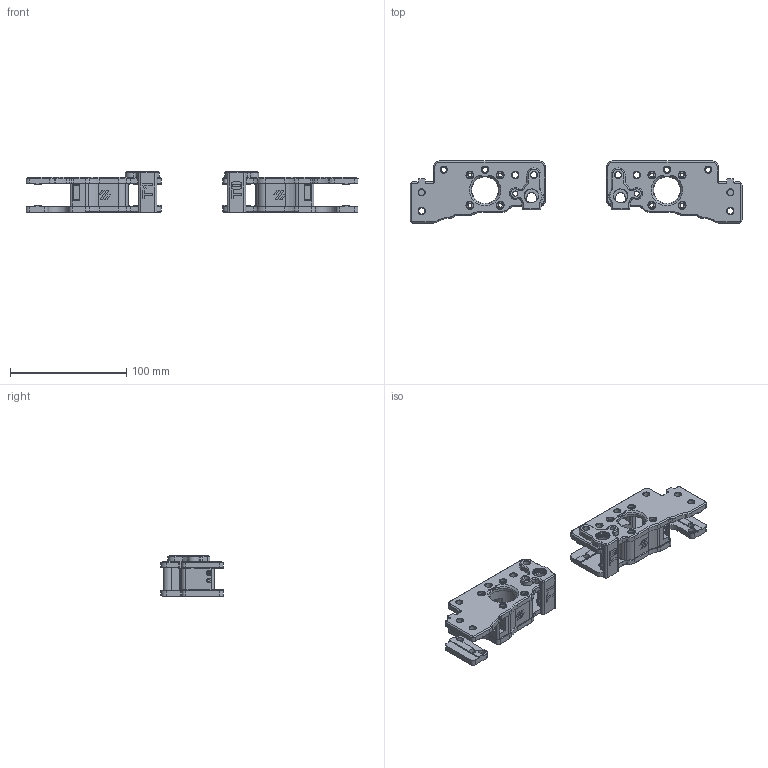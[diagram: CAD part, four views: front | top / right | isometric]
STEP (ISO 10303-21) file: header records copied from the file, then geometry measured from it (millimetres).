
FILE_DESCRIPTION(('FreeCAD Model'),'2;1');
FILE_NAME('Open CASCADE Shape Model','2024-01-04T19:59:03',(''),(''), 'Open CASCADE STEP processor 7.6','FreeCAD','Unknown');
FILE_SCHEMA(('AUTOMOTIVE_DESIGN { 1 0 10303 214 1 1 1 1 }'));
Length unit declared in the file: millimetre
Products named in the file (17): drive_frames_umbilical_mount; drive_frames_left; drive_frame_left_upper; drive_frame_left_lower; [a]_drive_left_mid; t1_text; voron_logo; pg7_mount_left; pg7_mount_left_t1; drive_frames_right; drive_frame_right_upper; drive_frame_right_lower; voron_logo_insert_right; [a]_drive_right_mid; t0_text; pg7_mount_right002; pg7_mount_right_t0
Assembly tree (16 placements, depth 3):
  drive_frames_umbilical_mount
    drive_frames_left
      drive_frame_left_upper
      drive_frame_left_lower
      [a]_drive_left_mid
      t1_text
      voron_logo
      pg7_mount_left
      pg7_mount_left_t1
    drive_frames_right
      drive_frame_right_upper
      drive_frame_right_lower
      voron_logo_insert_right
      [a]_drive_right_mid
      t0_text
      pg7_mount_right002
      pg7_mount_right_t0
Bounding box: 285.19 x 53.3 x 35 mm (x, y, z)
Volume: 131937.4 mm3; surface area: 78027.7 mm2
Topology: 20 solids, 20 shells, 1707 faces, 4626 edges, 2978 vertices
Faces by surface type: plane 795, cylinder 550, cone 210, bspline 86, extrusion 64, torus 2
Full cylindrical faces by diameter (mm): 2 x4, 3.4 x30, 4.2 x4, 4.4 x8, 4.434 x4, 4.634 x8, 5.35 x4, 5.4 x18, 6 x14, 12 x12, 23 x4
Entity records: 67222 total; most frequent: CARTESIAN_POINT 23376, ORIENTED_EDGE 9252, DIRECTION 8754, EDGE_CURVE 4626, AXIS2_PLACEMENT_3D 3036, VERTEX_POINT 2978, VECTOR 2682, LINE 2618
